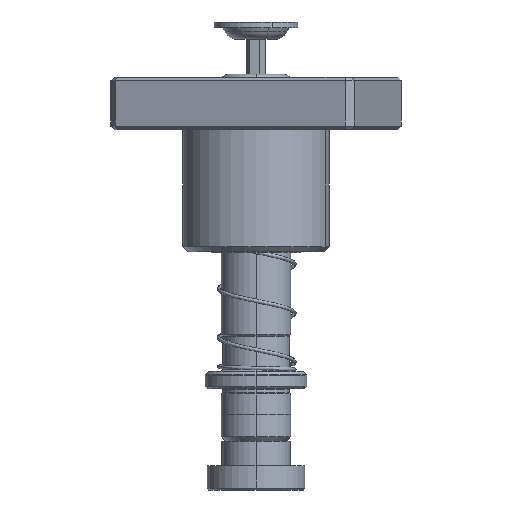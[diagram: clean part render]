
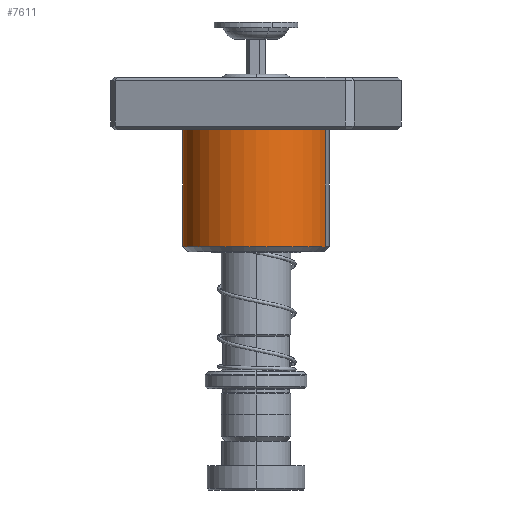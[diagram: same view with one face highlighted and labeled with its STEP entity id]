
A CAD part, left-side view. The second image highlights one B-rep face of the part: STEP entity #7611.
In plain terms, the highlighted cylindrical face has radius 21 mm (diameter 42 mm), a partial arc.
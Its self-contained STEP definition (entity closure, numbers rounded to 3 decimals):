
#613 = EDGE_CURVE ( 'NONE', #5955, #26049, #14848, .T. ) ;
#842 = ORIENTED_EDGE ( 'NONE', *, *, #14967, .F. ) ;
#1739 = CARTESIAN_POINT ( 'NONE',  ( 0., 0., 15. ) ) ;
#1847 = AXIS2_PLACEMENT_3D ( 'NONE', #15828, #16202, #10193 ) ;
#1909 = CYLINDRICAL_SURFACE ( 'NONE', #29238, 21. ) ;
#1999 = ORIENTED_EDGE ( 'NONE', *, *, #36113, .T. ) ;
#2270 = CARTESIAN_POINT ( 'NONE',  ( 21., 0., 15. ) ) ;
#2728 = CARTESIAN_POINT ( 'NONE',  ( -21., 0., 48.5 ) ) ;
#5955 = VERTEX_POINT ( 'NONE', #30776 ) ;
#7611 = ADVANCED_FACE ( 'NONE', ( #19315 ), #1909, .T. ) ;
#7681 = AXIS2_PLACEMENT_3D ( 'NONE', #12563, #32931, #15473 ) ;
#8709 = DIRECTION ( 'NONE',  ( -1., 0., 0. ) ) ;
#10193 = DIRECTION ( 'NONE',  ( 1., 0., 0. ) ) ;
#10705 = LINE ( 'NONE', #20264, #27527 ) ;
#10935 = DIRECTION ( 'NONE',  ( 0., 0., -1. ) ) ;
#11236 = EDGE_CURVE ( 'NONE', #35427, #16004, #19177, .T. ) ;
#11500 = EDGE_LOOP ( 'NONE', ( #842, #34368, #32489, #1999, #37139 ) ) ;
#12229 = VECTOR ( 'NONE', #36305, 1000. ) ;
#12563 = CARTESIAN_POINT ( 'NONE',  ( 0., 0., 48.5 ) ) ;
#13785 = DIRECTION ( 'NONE',  ( 0., 0., 1. ) ) ;
#14232 = AXIS2_PLACEMENT_3D ( 'NONE', #1739, #13785, #36943 ) ;
#14848 = CIRCLE ( 'NONE', #7681, 21. ) ;
#14967 = EDGE_CURVE ( 'NONE', #5955, #16004, #19998, .T. ) ;
#15473 = DIRECTION ( 'NONE',  ( 1., 0., 0. ) ) ;
#15828 = CARTESIAN_POINT ( 'NONE',  ( 0., 0., 15. ) ) ;
#16004 = VERTEX_POINT ( 'NONE', #2270 ) ;
#16202 = DIRECTION ( 'NONE',  ( 0., 0., 1. ) ) ;
#17394 = CARTESIAN_POINT ( 'NONE',  ( -21., 0., 15. ) ) ;
#19177 = CIRCLE ( 'NONE', #14232, 21. ) ;
#19315 = FACE_OUTER_BOUND ( 'NONE', #11500, .T. ) ;
#19998 = LINE ( 'NONE', #21939, #12229 ) ;
#20264 = CARTESIAN_POINT ( 'NONE',  ( -21., 0., 50. ) ) ;
#20742 = CARTESIAN_POINT ( 'NONE',  ( 0., -21., 15. ) ) ;
#21939 = CARTESIAN_POINT ( 'NONE',  ( 21., 0., 50. ) ) ;
#24694 = CIRCLE ( 'NONE', #1847, 21. ) ;
#26049 = VERTEX_POINT ( 'NONE', #2728 ) ;
#26055 = CARTESIAN_POINT ( 'NONE',  ( 0., 0., 50. ) ) ;
#27527 = VECTOR ( 'NONE', #10935, 1000. ) ;
#29238 = AXIS2_PLACEMENT_3D ( 'NONE', #26055, #35735, #8709 ) ;
#30776 = CARTESIAN_POINT ( 'NONE',  ( 21., 0., 48.5 ) ) ;
#32112 = EDGE_CURVE ( 'NONE', #26049, #37061, #10705, .T. ) ;
#32489 = ORIENTED_EDGE ( 'NONE', *, *, #32112, .T. ) ;
#32931 = DIRECTION ( 'NONE',  ( 0., 0., -1. ) ) ;
#34368 = ORIENTED_EDGE ( 'NONE', *, *, #613, .T. ) ;
#35427 = VERTEX_POINT ( 'NONE', #20742 ) ;
#35735 = DIRECTION ( 'NONE',  ( 0., 0., -1. ) ) ;
#36113 = EDGE_CURVE ( 'NONE', #37061, #35427, #24694, .T. ) ;
#36305 = DIRECTION ( 'NONE',  ( 0., 0., -1. ) ) ;
#36943 = DIRECTION ( 'NONE',  ( 1., 0., 0. ) ) ;
#37061 = VERTEX_POINT ( 'NONE', #17394 ) ;
#37139 = ORIENTED_EDGE ( 'NONE', *, *, #11236, .T. ) ;
